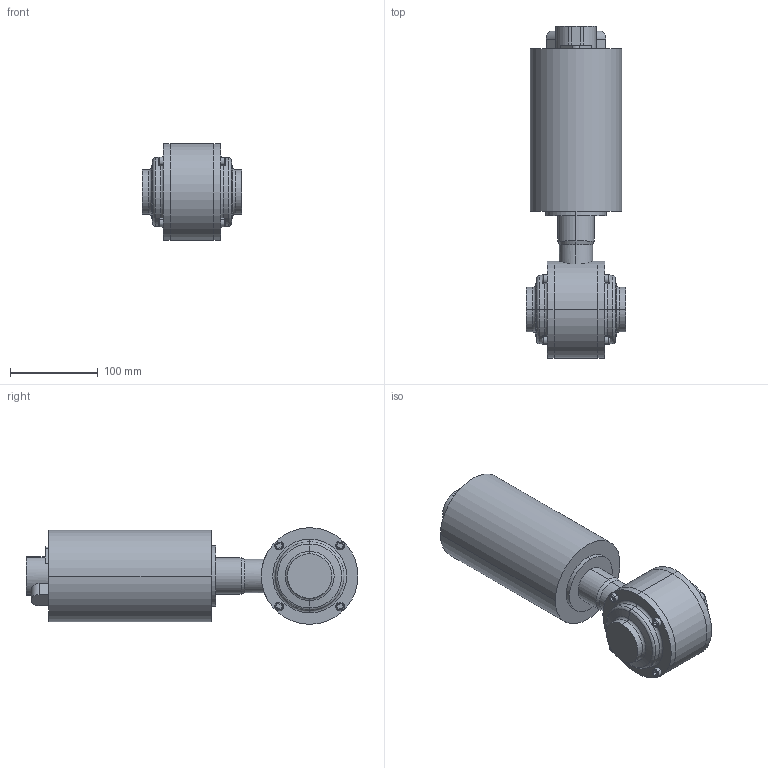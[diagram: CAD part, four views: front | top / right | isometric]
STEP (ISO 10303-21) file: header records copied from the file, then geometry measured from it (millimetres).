
FILE_DESCRIPTION (( 'STEP AP214' ), '1' );
FILE_NAME ('4225051xxx-xxx.STEP', '2014-02-18T06:56:53', ( 'install' ), ( 'Microsoft' ), 'SwSTEP 2.0', 'SolidWorks 2013', '' );
FILE_SCHEMA (( 'AUTOMOTIVE_DESIGN' ));
Length unit declared in the file: millimetre
Products named in the file (1): 4225051xxx-xxx
Bounding box: 113 x 377.8 x 110 mm (x, y, z)
Volume: 2499293 mm3; surface area: 138857.2 mm2
Topology: 1 solids, 1 shells, 423 faces, 1075 edges, 702 vertices
Faces by surface type: plane 178, bspline 162, cylinder 49, torus 28, cone 6
Entity records: 16154 total; most frequent: CARTESIAN_POINT 6908, ORIENTED_EDGE 2150, DIRECTION 1413, EDGE_CURVE 1075, VERTEX_POINT 702, VECTOR 597, LINE 597, EDGE_LOOP 471
